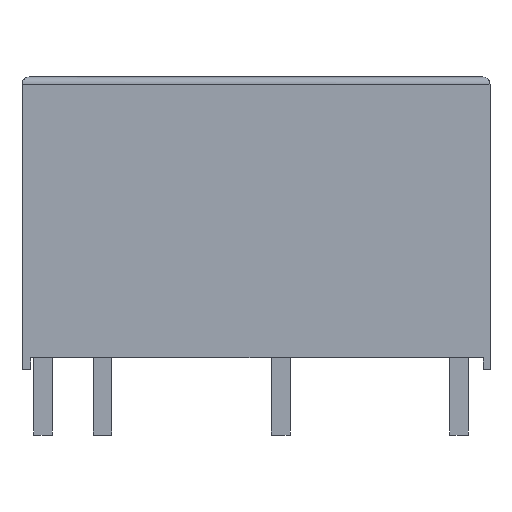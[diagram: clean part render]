
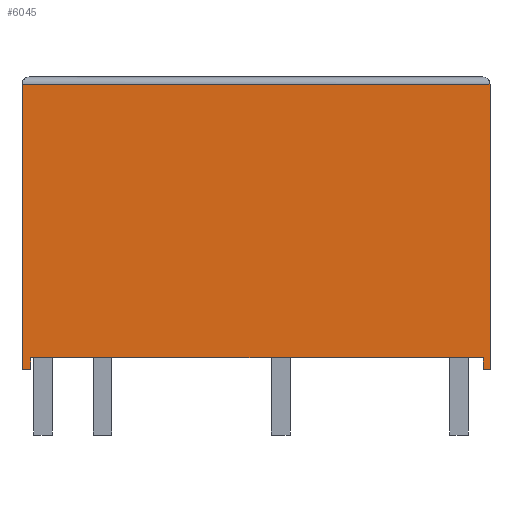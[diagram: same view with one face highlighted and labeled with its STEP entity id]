
A CAD part, front view. The second image highlights one B-rep face of the part: STEP entity #6045.
In plain terms, the highlighted planar face has unit normal (0, -1, 0).
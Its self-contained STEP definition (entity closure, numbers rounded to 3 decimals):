
#42 = CARTESIAN_POINT ( 'NONE',  ( 9.715, -2.54, -0.5 ) ) ;
#285 = EDGE_CURVE ( 'NONE', #5352, #4554, #8497, .T. ) ;
#744 = CARTESIAN_POINT ( 'NONE',  ( 10., -2.54, 12. ) ) ;
#818 = LINE ( 'NONE', #744, #11574 ) ;
#1158 = CARTESIAN_POINT ( 'NONE',  ( 10., -2.54, 11.7 ) ) ;
#1354 = VERTEX_POINT ( 'NONE', #5559 ) ;
#1402 = EDGE_CURVE ( 'NONE', #4695, #7036, #9034, .T. ) ;
#1650 = VECTOR ( 'NONE', #3879, 1000. ) ;
#1702 = DIRECTION ( 'NONE',  ( 0., 0., 1. ) ) ;
#1727 = CARTESIAN_POINT ( 'NONE',  ( 10., -2.54, 0. ) ) ;
#1788 = AXIS2_PLACEMENT_3D ( 'NONE', #5307, #9689, #6371 ) ;
#1795 = VECTOR ( 'NONE', #2312, 1000. ) ;
#2312 = DIRECTION ( 'NONE',  ( -1., 0., 0. ) ) ;
#2518 = DIRECTION ( 'NONE',  ( 0., 0., -1. ) ) ;
#2845 = VECTOR ( 'NONE', #6069, 1000. ) ;
#2932 = VERTEX_POINT ( 'NONE', #10445 ) ;
#3554 = VECTOR ( 'NONE', #8130, 1000. ) ;
#3879 = DIRECTION ( 'NONE',  ( -1., 0., 0. ) ) ;
#3986 = DIRECTION ( 'NONE',  ( 0., 0., -1. ) ) ;
#4272 = ORIENTED_EDGE ( 'NONE', *, *, #13503, .F. ) ;
#4426 = ORIENTED_EDGE ( 'NONE', *, *, #9430, .T. ) ;
#4554 = VERTEX_POINT ( 'NONE', #13333 ) ;
#4695 = VERTEX_POINT ( 'NONE', #1158 ) ;
#5307 = CARTESIAN_POINT ( 'NONE',  ( 10., -2.54, 12. ) ) ;
#5352 = VERTEX_POINT ( 'NONE', #8539 ) ;
#5559 = CARTESIAN_POINT ( 'NONE',  ( 10., -2.54, -0.5 ) ) ;
#5960 = VERTEX_POINT ( 'NONE', #42 ) ;
#6045 = ADVANCED_FACE ( 'NONE', ( #13943 ), #7121, .F. ) ;
#6069 = DIRECTION ( 'NONE',  ( -1., 0., 0. ) ) ;
#6224 = LINE ( 'NONE', #11839, #2845 ) ;
#6371 = DIRECTION ( 'NONE',  ( 0., 0., -1. ) ) ;
#6498 = CARTESIAN_POINT ( 'NONE',  ( -10., -2.54, 11.7 ) ) ;
#6963 = LINE ( 'NONE', #8086, #1795 ) ;
#7036 = VERTEX_POINT ( 'NONE', #6498 ) ;
#7121 = PLANE ( 'NONE',  #1788 ) ;
#7267 = EDGE_CURVE ( 'NONE', #7036, #2932, #12769, .T. ) ;
#7321 = ORIENTED_EDGE ( 'NONE', *, *, #285, .T. ) ;
#7339 = CARTESIAN_POINT ( 'NONE',  ( -10., -2.54, 11.7 ) ) ;
#8086 = CARTESIAN_POINT ( 'NONE',  ( -10., -2.54, -0.5 ) ) ;
#8130 = DIRECTION ( 'NONE',  ( 0., 0., 1. ) ) ;
#8497 = LINE ( 'NONE', #1727, #9240 ) ;
#8539 = CARTESIAN_POINT ( 'NONE',  ( -9.629, -2.54, 0. ) ) ;
#8869 = VECTOR ( 'NONE', #1702, 1000. ) ;
#9034 = LINE ( 'NONE', #7339, #1650 ) ;
#9240 = VECTOR ( 'NONE', #11776, 1000. ) ;
#9355 = CARTESIAN_POINT ( 'NONE',  ( -9.629, -2.54, -0.5 ) ) ;
#9413 = ORIENTED_EDGE ( 'NONE', *, *, #1402, .T. ) ;
#9430 = EDGE_CURVE ( 'NONE', #9620, #5352, #10529, .T. ) ;
#9620 = VERTEX_POINT ( 'NONE', #14328 ) ;
#9689 = DIRECTION ( 'NONE',  ( 0., 1., 0. ) ) ;
#10398 = ORIENTED_EDGE ( 'NONE', *, *, #14784, .F. ) ;
#10445 = CARTESIAN_POINT ( 'NONE',  ( -10., -2.54, -0.5 ) ) ;
#10529 = LINE ( 'NONE', #9355, #3554 ) ;
#11074 = CARTESIAN_POINT ( 'NONE',  ( 9.715, -2.54, -0.5 ) ) ;
#11210 = VECTOR ( 'NONE', #2518, 1000. ) ;
#11388 = EDGE_CURVE ( 'NONE', #1354, #5960, #6224, .T. ) ;
#11574 = VECTOR ( 'NONE', #3986, 1000. ) ;
#11764 = EDGE_CURVE ( 'NONE', #5960, #4554, #13244, .T. ) ;
#11776 = DIRECTION ( 'NONE',  ( 1., 0., 0. ) ) ;
#11839 = CARTESIAN_POINT ( 'NONE',  ( 10., -2.54, -0.5 ) ) ;
#12211 = ORIENTED_EDGE ( 'NONE', *, *, #7267, .T. ) ;
#12347 = ORIENTED_EDGE ( 'NONE', *, *, #11764, .F. ) ;
#12431 = EDGE_LOOP ( 'NONE', ( #10398, #9413, #12211, #4272, #4426, #7321, #12347, #12862 ) ) ;
#12698 = CARTESIAN_POINT ( 'NONE',  ( -10., -2.54, 12. ) ) ;
#12769 = LINE ( 'NONE', #12698, #11210 ) ;
#12862 = ORIENTED_EDGE ( 'NONE', *, *, #11388, .F. ) ;
#13244 = LINE ( 'NONE', #11074, #8869 ) ;
#13333 = CARTESIAN_POINT ( 'NONE',  ( 9.715, -2.54, 0. ) ) ;
#13503 = EDGE_CURVE ( 'NONE', #9620, #2932, #6963, .T. ) ;
#13943 = FACE_OUTER_BOUND ( 'NONE', #12431, .T. ) ;
#14328 = CARTESIAN_POINT ( 'NONE',  ( -9.629, -2.54, -0.5 ) ) ;
#14784 = EDGE_CURVE ( 'NONE', #4695, #1354, #818, .T. ) ;
